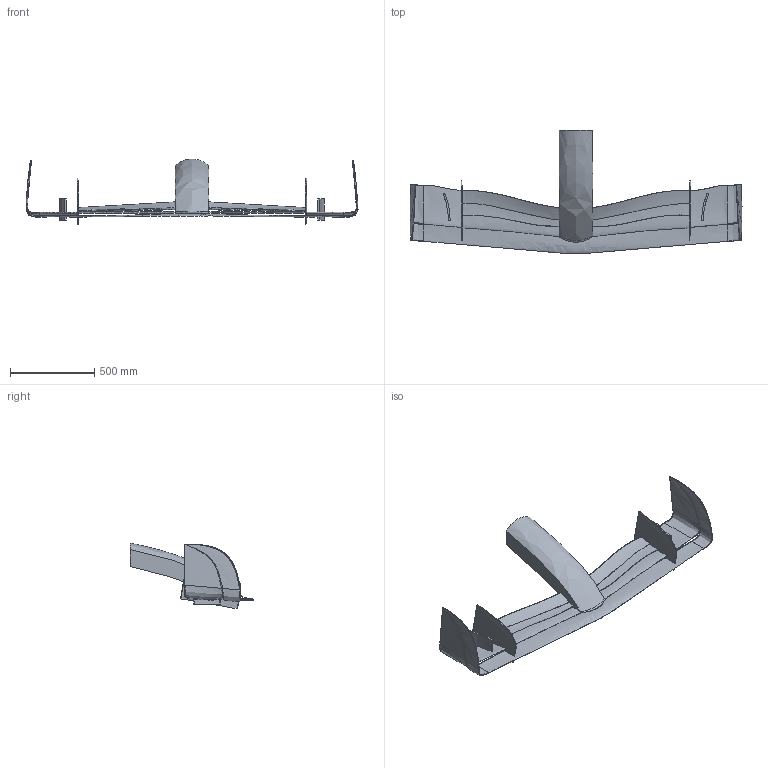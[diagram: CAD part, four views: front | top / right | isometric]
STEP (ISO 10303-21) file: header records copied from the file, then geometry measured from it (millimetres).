
FILE_DESCRIPTION(('FreeCAD Model'),'2;1');
FILE_NAME('Open CASCADE Shape Model','2025-04-27T15:11:14',('FreeCAD'),( 'FreeCAD'),'Open CASCADE STEP processor 7.6','FreeCAD','Unknown');
FILE_SCHEMA(('AUTOMOTIVE_DESIGN { 1 0 10303 214 1 1 1 1 }'));
Products named in the file (1): Open CASCADE STEP translator 7.6 1
Bounding box: 1966.26 x 731.35 x 388.67 mm (x, y, z)
Volume: 18238483.4 mm3; surface area: 2585367.4 mm2
Topology: 2 solids, 2 shells, 111 faces, 276 edges, 175 vertices
Faces by surface type: bspline 56, cylinder 32, plane 15, sphere 4, torus 4
Entity records: 40884 total; most frequent: CARTESIAN_POINT 38673, ORIENTED_EDGE 548, DIRECTION 294, EDGE_CURVE 274, VERTEX_POINT 175, B_SPLINE_CURVE_WITH_KNOTS 166, AXIS2_PLACEMENT_3D 130, FACE_BOUND 123
